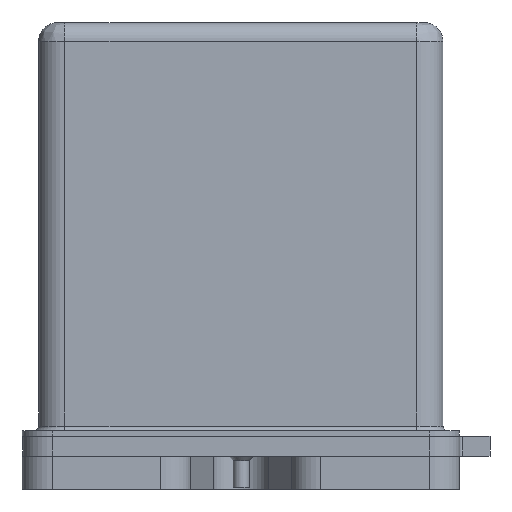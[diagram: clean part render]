
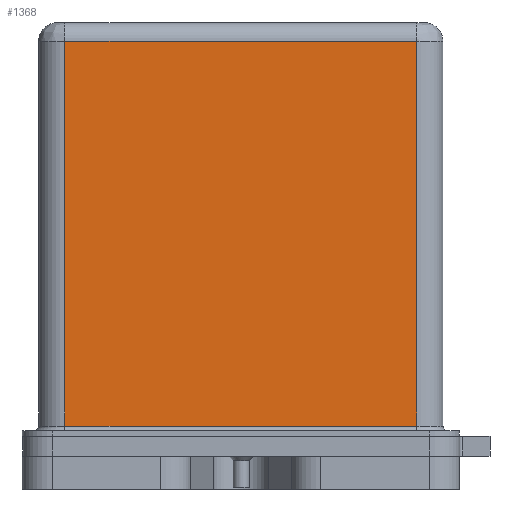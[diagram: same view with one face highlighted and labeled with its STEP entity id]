
A CAD part, left-side view. The second image highlights one B-rep face of the part: STEP entity #1368.
In plain terms, the highlighted planar face has unit normal (-1, 0, 0).
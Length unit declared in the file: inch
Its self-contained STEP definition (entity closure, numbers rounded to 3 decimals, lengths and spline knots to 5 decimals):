
#310=FACE_OUTER_BOUND('',#1798,.T.);
#543=LINE('',#6403,#845);
#546=LINE('',#6489,#848);
#549=LINE('',#6499,#851);
#556=LINE('',#6517,#858);
#845=VECTOR('',#5124,1.);
#848=VECTOR('',#5153,1.);
#851=VECTOR('',#5162,1.);
#858=VECTOR('',#5183,1.);
#1200=PLANE('',#4328);
#1368=ADVANCED_FACE('',(#310),#1200,.T.);
#1798=EDGE_LOOP('',(#2400,#2401,#2402,#2403));
#2400=ORIENTED_EDGE('',*,*,#3583,.T.);
#2401=ORIENTED_EDGE('',*,*,#3592,.T.);
#2402=ORIENTED_EDGE('',*,*,#3578,.T.);
#2403=ORIENTED_EDGE('',*,*,#3565,.T.);
#3144=VERTEX_POINT('',#6404);
#3145=VERTEX_POINT('',#6405);
#3150=VERTEX_POINT('',#6490);
#3153=VERTEX_POINT('',#6498);
#3565=EDGE_CURVE('',#3144,#3145,#543,.T.);
#3578=EDGE_CURVE('',#3150,#3144,#546,.T.);
#3583=EDGE_CURVE('',#3145,#3153,#549,.T.);
#3592=EDGE_CURVE('',#3153,#3150,#556,.T.);
#4328=AXIS2_PLACEMENT_3D('',#6518,#5184,#5185);
#5124=DIRECTION('',(0.,1.,0.));
#5153=DIRECTION('',(0.,0.,1.));
#5162=DIRECTION('',(0.,0.,-1.));
#5183=DIRECTION('',(0.,-1.,0.));
#5184=DIRECTION('',(-1.,0.,0.));
#5185=DIRECTION('',(0.,0.,1.));
#6403=CARTESIAN_POINT('',(-0.165,0.,0.42));
#6404=CARTESIAN_POINT('',(-0.165,-0.187,0.42));
#6405=CARTESIAN_POINT('',(-0.165,0.187,0.42));
#6489=CARTESIAN_POINT('',(-0.165,-0.187,0.));
#6490=CARTESIAN_POINT('',(-0.165,-0.187,0.011));
#6498=CARTESIAN_POINT('',(-0.165,0.187,0.011));
#6499=CARTESIAN_POINT('',(-0.165,0.187,0.));
#6517=CARTESIAN_POINT('',(-0.165,0.,0.011));
#6518=CARTESIAN_POINT('',(-0.165,0.,0.));
